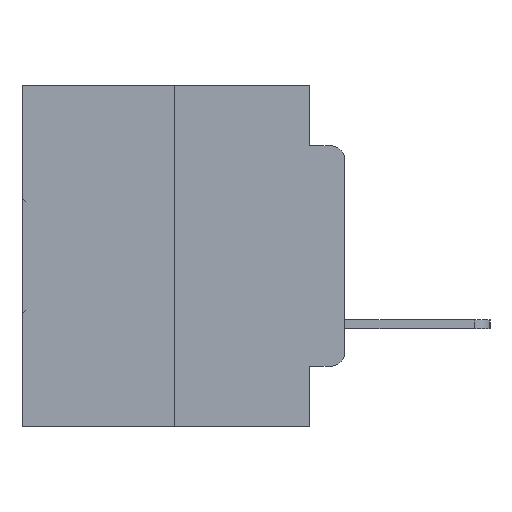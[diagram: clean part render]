
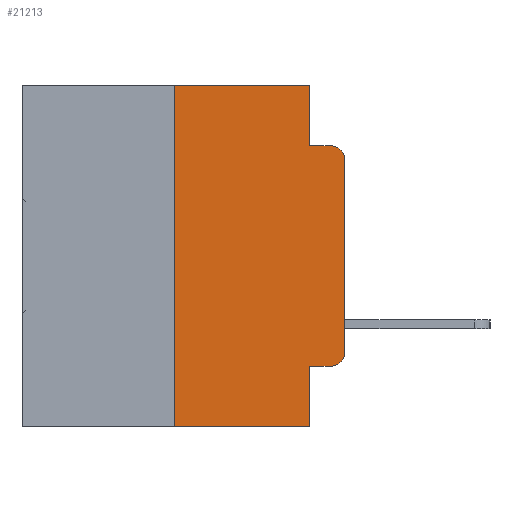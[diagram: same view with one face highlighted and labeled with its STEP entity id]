
A CAD part, left-side view. The second image highlights one B-rep face of the part: STEP entity #21213.
In plain terms, the highlighted planar face has unit normal (-1, 0, 0).
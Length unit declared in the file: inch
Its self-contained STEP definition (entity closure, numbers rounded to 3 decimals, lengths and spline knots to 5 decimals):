
#420 = CARTESIAN_POINT ( 'NONE',  ( 0., 0.051, -0.5 ) ) ;
#919 = CARTESIAN_POINT ( 'NONE',  ( 0., 0.051, 0. ) ) ;
#970 = DIRECTION ( 'NONE',  ( 0., 0., -1. ) ) ;
#1005 = LINE ( 'NONE', #17717, #6607 ) ;
#1191 = AXIS2_PLACEMENT_3D ( 'NONE', #11068, #27768, #13452 ) ;
#1306 = AXIS2_PLACEMENT_3D ( 'NONE', #12830, #15213, #970 ) ;
#1609 = DIRECTION ( 'NONE',  ( 0., 0., -1. ) ) ;
#1727 = LINE ( 'NONE', #29911, #26360 ) ;
#1843 = DIRECTION ( 'NONE',  ( -1., 0., 0. ) ) ;
#2255 = ORIENTED_EDGE ( 'NONE', *, *, #11591, .F. ) ;
#3074 = LINE ( 'NONE', #29089, #14962 ) ;
#3180 = VERTEX_POINT ( 'NONE', #420 ) ;
#3629 = DIRECTION ( 'NONE',  ( 0., -1., 0. ) ) ;
#3806 = CARTESIAN_POINT ( 'NONE',  ( 0., 0.02, -0.4115 ) ) ;
#3920 = CARTESIAN_POINT ( 'NONE',  ( 0., 0.051, -0.4115 ) ) ;
#4454 = EDGE_CURVE ( 'NONE', #14956, #24095, #12053, .T. ) ;
#5024 = VECTOR ( 'NONE', #29517, 39.37008 ) ;
#5381 = DIRECTION ( 'NONE',  ( 0., -1., 0. ) ) ;
#6607 = VECTOR ( 'NONE', #22487, 39.37008 ) ;
#8197 = EDGE_CURVE ( 'NONE', #30286, #24095, #18860, .T. ) ;
#8358 = EDGE_CURVE ( 'NONE', #8859, #20125, #13294, .T. ) ;
#8791 = DIRECTION ( 'NONE',  ( 0., -1., 0. ) ) ;
#8859 = VERTEX_POINT ( 'NONE', #3806 ) ;
#9972 = EDGE_CURVE ( 'NONE', #17617, #8859, #11340, .T. ) ;
#10682 = VERTEX_POINT ( 'NONE', #21362 ) ;
#11068 = CARTESIAN_POINT ( 'NONE',  ( 0., 0.02, -0.1085 ) ) ;
#11072 = CARTESIAN_POINT ( 'NONE',  ( 0., 0.051, 0. ) ) ;
#11340 = LINE ( 'NONE', #25545, #18422 ) ;
#11344 = LINE ( 'NONE', #919, #5024 ) ;
#11355 = VECTOR ( 'NONE', #1609, 39.37008 ) ;
#11591 = EDGE_CURVE ( 'NONE', #17617, #3180, #11344, .T. ) ;
#11968 = CARTESIAN_POINT ( 'NONE',  ( 0., 0.25, 0. ) ) ;
#12053 = CIRCLE ( 'NONE', #1191, 0.02 ) ;
#12830 = CARTESIAN_POINT ( 'NONE',  ( 0., 0.473, 0. ) ) ;
#12853 = CARTESIAN_POINT ( 'NONE',  ( 0., 0.051, -0.0885 ) ) ;
#13207 = VERTEX_POINT ( 'NONE', #22226 ) ;
#13281 = DIRECTION ( 'NONE',  ( 0., -1., 0. ) ) ;
#13294 = CIRCLE ( 'NONE', #25446, 0.02 ) ;
#13452 = DIRECTION ( 'NONE',  ( 0., 0., -1. ) ) ;
#14204 = CARTESIAN_POINT ( 'NONE',  ( 0., 0., 0. ) ) ;
#14924 = ORIENTED_EDGE ( 'NONE', *, *, #23211, .F. ) ;
#14956 = VERTEX_POINT ( 'NONE', #17174 ) ;
#14962 = VECTOR ( 'NONE', #5381, 39.37008 ) ;
#15213 = DIRECTION ( 'NONE',  ( 1., 0., 0. ) ) ;
#15930 = FACE_OUTER_BOUND ( 'NONE', #16227, .T. ) ;
#16074 = CARTESIAN_POINT ( 'NONE',  ( 0., 0.02, -0.3915 ) ) ;
#16227 = EDGE_LOOP ( 'NONE', ( #17802, #17774, #17828, #14924, #22092, #28316, #21947, #2255, #23849, #18958 ) ) ;
#16362 = EDGE_CURVE ( 'NONE', #13207, #16620, #1005, .T. ) ;
#16620 = VERTEX_POINT ( 'NONE', #11968 ) ;
#17174 = CARTESIAN_POINT ( 'NONE',  ( 0., 0., -0.1085 ) ) ;
#17617 = VERTEX_POINT ( 'NONE', #3920 ) ;
#17694 = LINE ( 'NONE', #11072, #11355 ) ;
#17717 = CARTESIAN_POINT ( 'NONE',  ( 0., 0.25, 0. ) ) ;
#17774 = ORIENTED_EDGE ( 'NONE', *, *, #4454, .T. ) ;
#17802 = ORIENTED_EDGE ( 'NONE', *, *, #20961, .T. ) ;
#17828 = ORIENTED_EDGE ( 'NONE', *, *, #8197, .F. ) ;
#18422 = VECTOR ( 'NONE', #8791, 39.37008 ) ;
#18486 = DIRECTION ( 'NONE',  ( 0., 0., -1. ) ) ;
#18860 = LINE ( 'NONE', #29697, #29988 ) ;
#18958 = ORIENTED_EDGE ( 'NONE', *, *, #8358, .T. ) ;
#20125 = VERTEX_POINT ( 'NONE', #25087 ) ;
#20836 = CARTESIAN_POINT ( 'NONE',  ( 0., 0.02, -0.0885 ) ) ;
#20961 = EDGE_CURVE ( 'NONE', #20125, #14956, #23463, .T. ) ;
#21213 = ADVANCED_FACE ( 'NONE', ( #15930 ), #27159, .F. ) ;
#21362 = CARTESIAN_POINT ( 'NONE',  ( 0., 0.051, 0. ) ) ;
#21947 = ORIENTED_EDGE ( 'NONE', *, *, #25569, .T. ) ;
#22092 = ORIENTED_EDGE ( 'NONE', *, *, #28773, .F. ) ;
#22226 = CARTESIAN_POINT ( 'NONE',  ( 0., 0.25, -0.5 ) ) ;
#22487 = DIRECTION ( 'NONE',  ( 0., 0., 1. ) ) ;
#23211 = EDGE_CURVE ( 'NONE', #10682, #30286, #17694, .T. ) ;
#23463 = LINE ( 'NONE', #14204, #24231 ) ;
#23849 = ORIENTED_EDGE ( 'NONE', *, *, #9972, .T. ) ;
#24095 = VERTEX_POINT ( 'NONE', #20836 ) ;
#24231 = VECTOR ( 'NONE', #26262, 39.37008 ) ;
#25087 = CARTESIAN_POINT ( 'NONE',  ( 0., 0., -0.3915 ) ) ;
#25446 = AXIS2_PLACEMENT_3D ( 'NONE', #16074, #1843, #18486 ) ;
#25545 = CARTESIAN_POINT ( 'NONE',  ( 0., 0.051, -0.4115 ) ) ;
#25569 = EDGE_CURVE ( 'NONE', #13207, #3180, #3074, .T. ) ;
#26262 = DIRECTION ( 'NONE',  ( 0., 0., 1. ) ) ;
#26360 = VECTOR ( 'NONE', #13281, 39.37008 ) ;
#27159 = PLANE ( 'NONE',  #1306 ) ;
#27768 = DIRECTION ( 'NONE',  ( -1., 0., 0. ) ) ;
#28316 = ORIENTED_EDGE ( 'NONE', *, *, #16362, .F. ) ;
#28773 = EDGE_CURVE ( 'NONE', #16620, #10682, #1727, .T. ) ;
#29089 = CARTESIAN_POINT ( 'NONE',  ( 0., 0.473, -0.5 ) ) ;
#29517 = DIRECTION ( 'NONE',  ( 0., 0., -1. ) ) ;
#29697 = CARTESIAN_POINT ( 'NONE',  ( 0., 0.051, -0.0885 ) ) ;
#29911 = CARTESIAN_POINT ( 'NONE',  ( 0., 0.473, 0. ) ) ;
#29988 = VECTOR ( 'NONE', #3629, 39.37008 ) ;
#30286 = VERTEX_POINT ( 'NONE', #12853 ) ;
